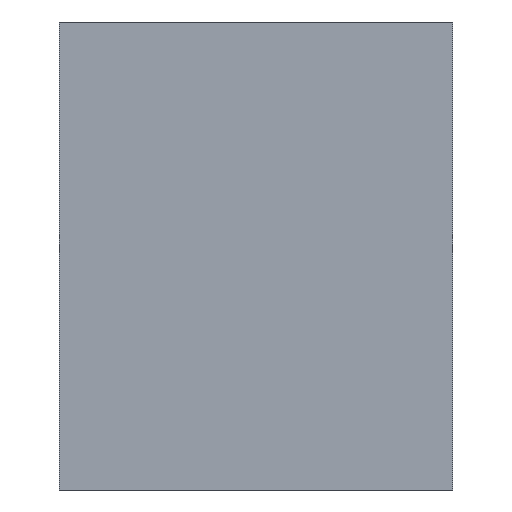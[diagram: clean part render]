
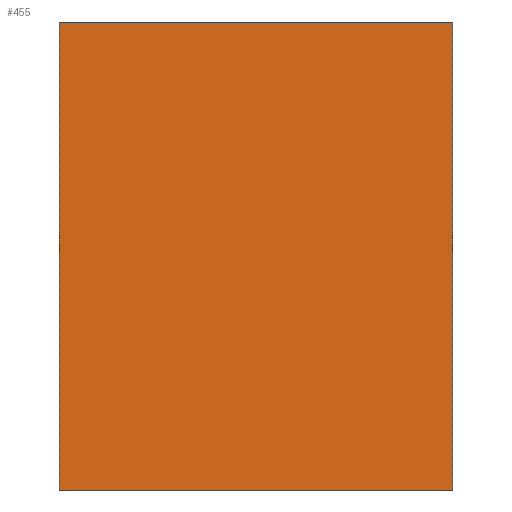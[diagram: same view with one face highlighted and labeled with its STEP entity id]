
A CAD part, left-side view. The second image highlights one B-rep face of the part: STEP entity #455.
In plain terms, the highlighted face is planar.
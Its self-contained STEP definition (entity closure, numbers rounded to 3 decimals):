
#100=CARTESIAN_POINT('V1',(0.,0.,0.));
#103=CARTESIAN_POINT('V4',(0.,2438.,0.));
#104=CARTESIAN_POINT('V5',(0.,0.,2896.));
#107=CARTESIAN_POINT('V8',(0.,2438.,2896.));
#110=VERTEX_POINT('VP1',#100);
#113=VERTEX_POINT('VP4',#103);
#114=VERTEX_POINT('VP5',#104);
#117=VERTEX_POINT('VP8',#107);
#131=DIRECTION('DirX-',(-1.,0.,0.));
#132=DIRECTION('DirY+',(0.,1.,0.));
#133=DIRECTION('DirY-',(0.,-1.,0.));
#134=DIRECTION('DirZ+',(0.,0.,1.));
#143=LINE('E4',#103,#153);
#153=VECTOR('VE4',#133,2438.);
#163=EDGE_CURVE('EC4',#113,#110,#143,.T.);
#173=LINE('E8',#107,#183);
#183=VECTOR('VE8',#133,2438.);
#193=EDGE_CURVE('EC8',#117,#114,#173,.T.);
#200=LINE('E9',#100,#210);
#203=LINE('E12',#103,#213);
#210=VECTOR('VE9',#134,2896.);
#213=VECTOR('VE12',#134,2896.);
#220=EDGE_CURVE('EC9',#110,#114,#200,.T.);
#223=EDGE_CURVE('EC12',#113,#117,#203,.T.);
#350=ORIENTED_EDGE('OE21',*,*,#163,.T.);
#351=ORIENTED_EDGE('OE22',*,*,#220,.T.);
#352=ORIENTED_EDGE('OE23',*,*,#193,.F.);
#353=ORIENTED_EDGE('OE24',*,*,#223,.F.);
#405=EDGE_LOOP('Left',(#350,#351,#352,#353));
#415=FACE_OUTER_BOUND('FB-Left',#405,.T.);
#435=CARTESIAN_POINT('P-Left',(0.,0.,0.));
#436=AXIS2_PLACEMENT_3D('A-Left',#435,#131,#132);
#437=PLANE('Plane-Left',#436);
#455=ADVANCED_FACE('Face-Left',(#415),#437,.F.);
